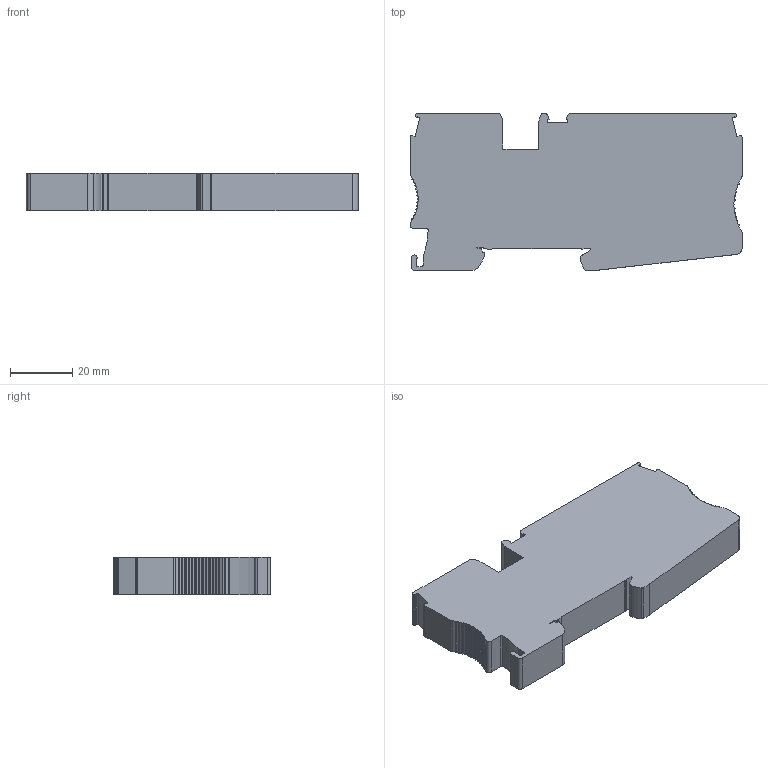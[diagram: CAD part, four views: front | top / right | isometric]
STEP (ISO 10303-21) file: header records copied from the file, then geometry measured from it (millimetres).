
FILE_DESCRIPTION((''),'2;1');
FILE_NAME('FDADFADF','2023-11-09T',('dell'),(''),'PRO/ENGINEER BY PARAMETRIC TECHNOLOGY CORPORATION, 2013230','PRO/ENGINEER BY PARAMETRIC TECHNOLOGY CORPORATION, 2013230','');
FILE_SCHEMA(('AUTOMOTIVE_DESIGN { 1 0 10303 214 1 1 1 1 }'));
Length unit declared in the file: millimetre
Products named in the file (1): FDADFADF
Bounding box: 107 x 50.6 x 12.2 mm (x, y, z)
Volume: 55328.2 mm3; surface area: 15621.1 mm2
Topology: 1 solids, 1 shells, 267 faces, 762 edges, 508 vertices
Faces by surface type: plane 164, cylinder 103
Entity records: 8793 total; most frequent: CARTESIAN_POINT 1539, ORIENTED_EDGE 1524, DIRECTION 1502, EDGE_CURVE 762, VECTOR 556, LINE 556, VERTEX_POINT 508, AXIS2_PLACEMENT_3D 473
